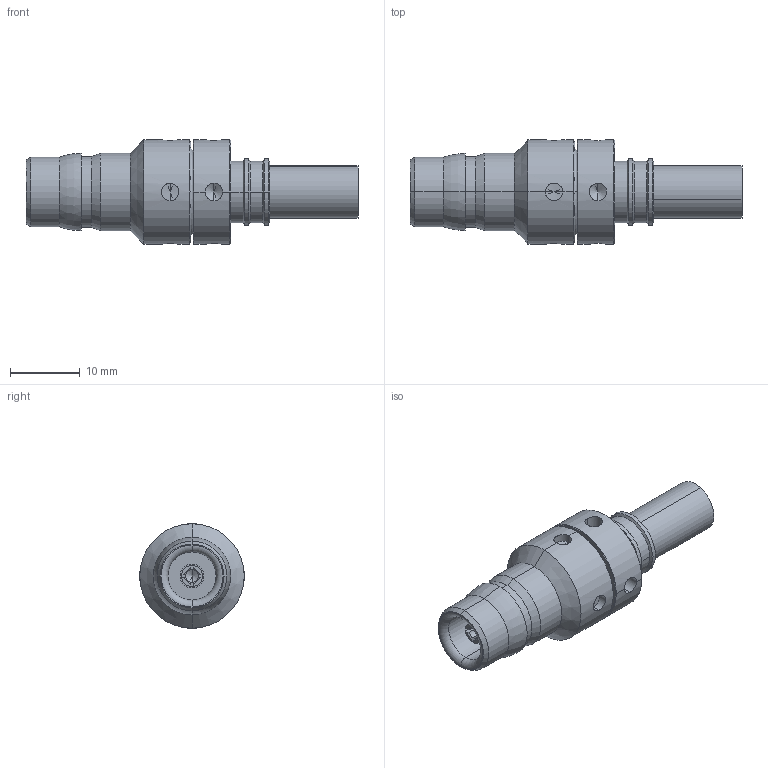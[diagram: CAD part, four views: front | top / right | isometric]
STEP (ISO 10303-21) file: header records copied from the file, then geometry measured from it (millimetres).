
FILE_DESCRIPTION (( 'STEP AP214' ), '1' );
FILE_NAME ('3190-8042(EZ-240-QNF-X)_SD.STEP', '2020-11-23T03:23:07', ( '' ), ( '' ), 'SwSTEP 2.0', 'SolidWorks 2018', '' );
FILE_SCHEMA (( 'AUTOMOTIVE_DESIGN' ));
Length unit declared in the file: millimetre
Products named in the file (5): 3192-6057_SD; SD^3192-6057; 3192-6077_SD; SD^3192-6077; 3190-8042(EZ-240-QNF-X)_SD
Assembly tree (4 placements, depth 3):
  3190-8042(EZ-240-QNF-X)_SD
    3192-6077_SD
      SD^3192-6077
    3192-6057_SD
      SD^3192-6057
Bounding box: 47.7 x 15 x 15 mm (x, y, z)
Volume: 3954.6 mm3; surface area: 3314 mm2
Topology: 3 solids, 3 shells, 138 faces, 320 edges, 185 vertices
Faces by surface type: cylinder 54, cone 46, plane 32, torus 6
Entity records: 4243 total; most frequent: CARTESIAN_POINT 982, DIRECTION 710, ORIENTED_EDGE 604, EDGE_CURVE 302, AXIS2_PLACEMENT_3D 289, VERTEX_POINT 185, EDGE_LOOP 155, CIRCLE 142
